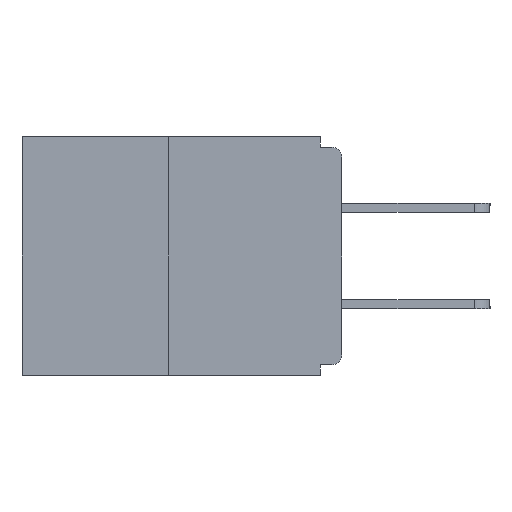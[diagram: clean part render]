
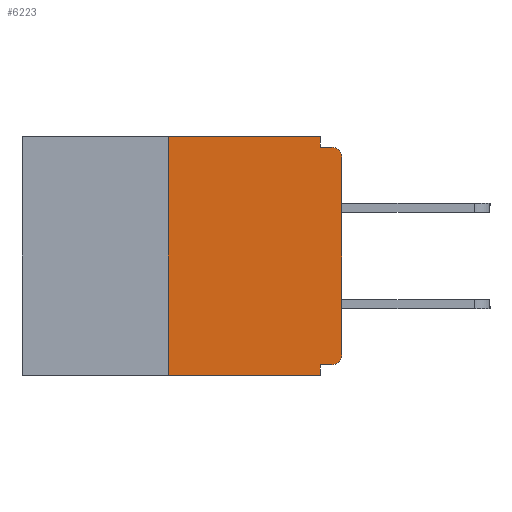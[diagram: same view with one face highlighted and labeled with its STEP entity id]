
A CAD part, left-side view. The second image highlights one B-rep face of the part: STEP entity #6223.
In plain terms, the highlighted planar face has unit normal (-1, 0, 0).
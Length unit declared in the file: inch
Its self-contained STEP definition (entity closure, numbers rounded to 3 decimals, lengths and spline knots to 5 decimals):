
#162 = DIRECTION ( 'NONE',  ( 0., 0., 1. ) ) ;
#167 = LINE ( 'NONE', #8099, #18699 ) ;
#771 = EDGE_CURVE ( 'NONE', #3517, #1263, #8238, .T. ) ;
#862 = CARTESIAN_POINT ( 'NONE',  ( 0., 0.25, 0. ) ) ;
#1062 = CARTESIAN_POINT ( 'NONE',  ( 0., 0.46, 0. ) ) ;
#1263 = VERTEX_POINT ( 'NONE', #16184 ) ;
#1370 = DIRECTION ( 'NONE',  ( 1., 0., 0. ) ) ;
#1697 = CARTESIAN_POINT ( 'NONE',  ( 0., 0.031, 0. ) ) ;
#1941 = VECTOR ( 'NONE', #8248, 39.37008 ) ;
#2202 = EDGE_CURVE ( 'NONE', #5726, #3517, #3708, .T. ) ;
#3284 = ORIENTED_EDGE ( 'NONE', *, *, #5214, .T. ) ;
#3517 = VERTEX_POINT ( 'NONE', #17728 ) ;
#3708 = LINE ( 'NONE', #19404, #1941 ) ;
#3835 = ORIENTED_EDGE ( 'NONE', *, *, #2202, .F. ) ;
#4465 = VECTOR ( 'NONE', #14636, 39.37008 ) ;
#4546 = CARTESIAN_POINT ( 'NONE',  ( 0., 0.46, -0.343 ) ) ;
#4614 = ORIENTED_EDGE ( 'NONE', *, *, #9046, .F. ) ;
#4670 = CIRCLE ( 'NONE', #16439, 0.015 ) ;
#4715 = VERTEX_POINT ( 'NONE', #8808 ) ;
#4912 = CARTESIAN_POINT ( 'NONE',  ( 0., 0.031, -0.343 ) ) ;
#5214 = EDGE_CURVE ( 'NONE', #8330, #6908, #16344, .T. ) ;
#5228 = EDGE_CURVE ( 'NONE', #12327, #5726, #9000, .T. ) ;
#5431 = DIRECTION ( 'NONE',  ( -1., 0., 0. ) ) ;
#5501 = CARTESIAN_POINT ( 'NONE',  ( 0., 0., -0.03 ) ) ;
#5605 = VECTOR ( 'NONE', #10272, 39.37008 ) ;
#5726 = VERTEX_POINT ( 'NONE', #10756 ) ;
#6223 = ADVANCED_FACE ( 'NONE', ( #18759 ), #9094, .F. ) ;
#6774 = EDGE_CURVE ( 'NONE', #13608, #8330, #19145, .T. ) ;
#6908 = VERTEX_POINT ( 'NONE', #12076 ) ;
#6997 = CARTESIAN_POINT ( 'NONE',  ( 0., 0.015, -0.03 ) ) ;
#7422 = DIRECTION ( 'NONE',  ( 0., 0., -1. ) ) ;
#7739 = ORIENTED_EDGE ( 'NONE', *, *, #18463, .T. ) ;
#7762 = ORIENTED_EDGE ( 'NONE', *, *, #771, .F. ) ;
#7820 = DIRECTION ( 'NONE',  ( 0., 0., -1. ) ) ;
#8090 = EDGE_CURVE ( 'NONE', #4715, #19663, #17727, .T. ) ;
#8099 = CARTESIAN_POINT ( 'NONE',  ( 0., 0., -0.015 ) ) ;
#8238 = LINE ( 'NONE', #1697, #18612 ) ;
#8248 = DIRECTION ( 'NONE',  ( 0., -1., 0. ) ) ;
#8330 = VERTEX_POINT ( 'NONE', #5501 ) ;
#8516 = CARTESIAN_POINT ( 'NONE',  ( 0., 0.031, -0.328 ) ) ;
#8808 = CARTESIAN_POINT ( 'NONE',  ( 0., 0.015, -0.328 ) ) ;
#9000 = LINE ( 'NONE', #862, #5605 ) ;
#9046 = EDGE_CURVE ( 'NONE', #1263, #6908, #167, .T. ) ;
#9094 = PLANE ( 'NONE',  #15912 ) ;
#9658 = VECTOR ( 'NONE', #15706, 39.37008 ) ;
#9837 = CARTESIAN_POINT ( 'NONE',  ( 0., 0.031, -0.343 ) ) ;
#10272 = DIRECTION ( 'NONE',  ( 0., 0., 1. ) ) ;
#10756 = CARTESIAN_POINT ( 'NONE',  ( 0., 0.25, 0. ) ) ;
#11080 = EDGE_CURVE ( 'NONE', #12327, #19549, #14134, .T. ) ;
#11380 = DIRECTION ( 'NONE',  ( 0., -1., 0. ) ) ;
#11546 = EDGE_LOOP ( 'NONE', ( #3835, #15837, #11562, #19119, #13983, #7739, #15707, #3284, #4614, #7762 ) ) ;
#11562 = ORIENTED_EDGE ( 'NONE', *, *, #11080, .T. ) ;
#11713 = LINE ( 'NONE', #9837, #4465 ) ;
#11875 = DIRECTION ( 'NONE',  ( 0., 0., -1. ) ) ;
#12076 = CARTESIAN_POINT ( 'NONE',  ( 0., 0.015, -0.015 ) ) ;
#12327 = VERTEX_POINT ( 'NONE', #18990 ) ;
#12673 = AXIS2_PLACEMENT_3D ( 'NONE', #6997, #18552, #7422 ) ;
#13608 = VERTEX_POINT ( 'NONE', #13645 ) ;
#13645 = CARTESIAN_POINT ( 'NONE',  ( 0., 0., -0.313 ) ) ;
#13983 = ORIENTED_EDGE ( 'NONE', *, *, #8090, .F. ) ;
#14134 = LINE ( 'NONE', #4546, #9658 ) ;
#14593 = CARTESIAN_POINT ( 'NONE',  ( 0., 0., 0. ) ) ;
#14636 = DIRECTION ( 'NONE',  ( 0., 0., -1. ) ) ;
#14677 = CARTESIAN_POINT ( 'NONE',  ( 0., 0., -0.328 ) ) ;
#15515 = DIRECTION ( 'NONE',  ( 0., 0., -1. ) ) ;
#15706 = DIRECTION ( 'NONE',  ( 0., -1., 0. ) ) ;
#15707 = ORIENTED_EDGE ( 'NONE', *, *, #6774, .T. ) ;
#15837 = ORIENTED_EDGE ( 'NONE', *, *, #5228, .F. ) ;
#15912 = AXIS2_PLACEMENT_3D ( 'NONE', #1062, #1370, #7820 ) ;
#16184 = CARTESIAN_POINT ( 'NONE',  ( 0., 0.031, -0.015 ) ) ;
#16242 = DIRECTION ( 'NONE',  ( 0., 1., 0. ) ) ;
#16344 = CIRCLE ( 'NONE', #12673, 0.015 ) ;
#16439 = AXIS2_PLACEMENT_3D ( 'NONE', #19867, #5431, #11875 ) ;
#17322 = VECTOR ( 'NONE', #16242, 39.37008 ) ;
#17600 = VECTOR ( 'NONE', #162, 39.37008 ) ;
#17675 = EDGE_CURVE ( 'NONE', #19663, #19549, #11713, .T. ) ;
#17727 = LINE ( 'NONE', #14677, #17322 ) ;
#17728 = CARTESIAN_POINT ( 'NONE',  ( 0., 0.031, 0. ) ) ;
#18463 = EDGE_CURVE ( 'NONE', #4715, #13608, #4670, .T. ) ;
#18552 = DIRECTION ( 'NONE',  ( -1., 0., 0. ) ) ;
#18612 = VECTOR ( 'NONE', #15515, 39.37008 ) ;
#18699 = VECTOR ( 'NONE', #11380, 39.37008 ) ;
#18759 = FACE_OUTER_BOUND ( 'NONE', #11546, .T. ) ;
#18990 = CARTESIAN_POINT ( 'NONE',  ( 0., 0.25, -0.343 ) ) ;
#19119 = ORIENTED_EDGE ( 'NONE', *, *, #17675, .F. ) ;
#19145 = LINE ( 'NONE', #14593, #17600 ) ;
#19404 = CARTESIAN_POINT ( 'NONE',  ( 0., 0.46, 0. ) ) ;
#19549 = VERTEX_POINT ( 'NONE', #4912 ) ;
#19663 = VERTEX_POINT ( 'NONE', #8516 ) ;
#19867 = CARTESIAN_POINT ( 'NONE',  ( 0., 0.015, -0.313 ) ) ;
